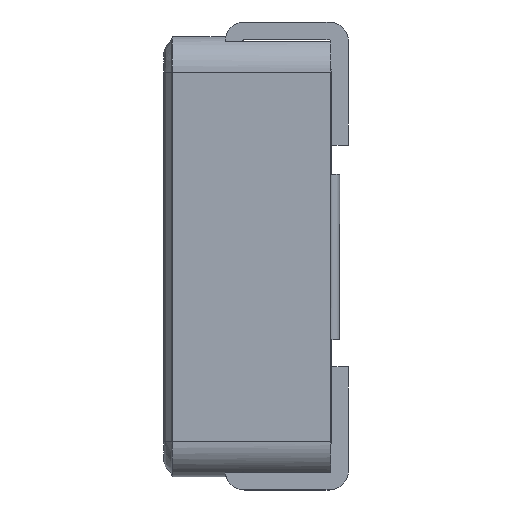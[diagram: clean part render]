
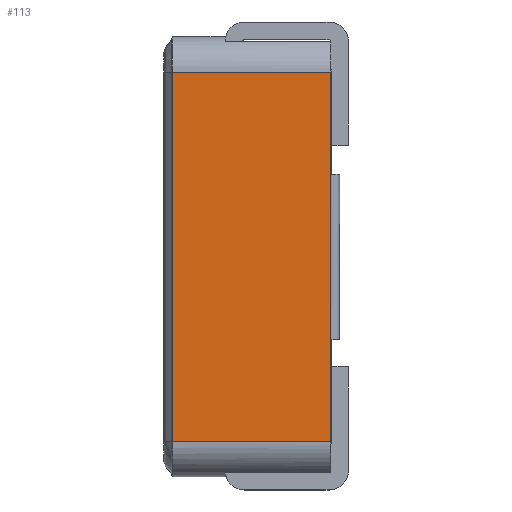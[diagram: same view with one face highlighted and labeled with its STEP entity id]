
A CAD part, left-side view. The second image highlights one B-rep face of the part: STEP entity #113.
In plain terms, the highlighted planar face has unit normal (-1, 0, 0).
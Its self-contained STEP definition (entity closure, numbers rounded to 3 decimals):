
#32 = VECTOR ( 'NONE', #691, 1000. ) ;
#103 = CARTESIAN_POINT ( 'NONE',  ( -1., 0.95, -1.05 ) ) ;
#113 = ADVANCED_FACE ( 'NONE', ( #1402 ), #1141, .F. ) ;
#190 = CARTESIAN_POINT ( 'NONE',  ( -1., 0.05, -1.05 ) ) ;
#192 = ORIENTED_EDGE ( 'NONE', *, *, #1804, .F. ) ;
#232 = DIRECTION ( 'NONE',  ( 0., -1., 0. ) ) ;
#241 = CARTESIAN_POINT ( 'NONE',  ( -1., 0.05, -1.05 ) ) ;
#456 = AXIS2_PLACEMENT_3D ( 'NONE', #826, #516, #506 ) ;
#506 = DIRECTION ( 'NONE',  ( 0., 0., -1. ) ) ;
#508 = DIRECTION ( 'NONE',  ( 0., 1., 0. ) ) ;
#516 = DIRECTION ( 'NONE',  ( 1., 0., 0. ) ) ;
#527 = CARTESIAN_POINT ( 'NONE',  ( -1., 0.05, 1.05 ) ) ;
#618 = VECTOR ( 'NONE', #698, 1000. ) ;
#673 = VERTEX_POINT ( 'NONE', #190 ) ;
#691 = DIRECTION ( 'NONE',  ( 0., 0., 1. ) ) ;
#698 = DIRECTION ( 'NONE',  ( 0., 0., 1. ) ) ;
#810 = ORIENTED_EDGE ( 'NONE', *, *, #1508, .T. ) ;
#826 = CARTESIAN_POINT ( 'NONE',  ( -1., 1., -1.25 ) ) ;
#967 = CARTESIAN_POINT ( 'NONE',  ( -1., 1., 1.05 ) ) ;
#984 = LINE ( 'NONE', #1459, #1426 ) ;
#1011 = CARTESIAN_POINT ( 'NONE',  ( -1., 0.95, 1.05 ) ) ;
#1028 = LINE ( 'NONE', #103, #618 ) ;
#1039 = LINE ( 'NONE', #241, #32 ) ;
#1141 = PLANE ( 'NONE',  #456 ) ;
#1152 = VECTOR ( 'NONE', #508, 1000. ) ;
#1171 = ORIENTED_EDGE ( 'NONE', *, *, #1766, .T. ) ;
#1183 = LINE ( 'NONE', #967, #1152 ) ;
#1197 = EDGE_LOOP ( 'NONE', ( #810, #1171, #1553, #192 ) ) ;
#1262 = EDGE_CURVE ( 'NONE', #1512, #1799, #1183, .T. ) ;
#1324 = VERTEX_POINT ( 'NONE', #1383 ) ;
#1383 = CARTESIAN_POINT ( 'NONE',  ( -1., 0.95, -1.05 ) ) ;
#1402 = FACE_OUTER_BOUND ( 'NONE', #1197, .T. ) ;
#1426 = VECTOR ( 'NONE', #232, 1000. ) ;
#1459 = CARTESIAN_POINT ( 'NONE',  ( -1., 1., -1.05 ) ) ;
#1508 = EDGE_CURVE ( 'NONE', #1324, #673, #984, .T. ) ;
#1512 = VERTEX_POINT ( 'NONE', #527 ) ;
#1553 = ORIENTED_EDGE ( 'NONE', *, *, #1262, .T. ) ;
#1766 = EDGE_CURVE ( 'NONE', #673, #1512, #1039, .T. ) ;
#1799 = VERTEX_POINT ( 'NONE', #1011 ) ;
#1804 = EDGE_CURVE ( 'NONE', #1324, #1799, #1028, .T. ) ;
